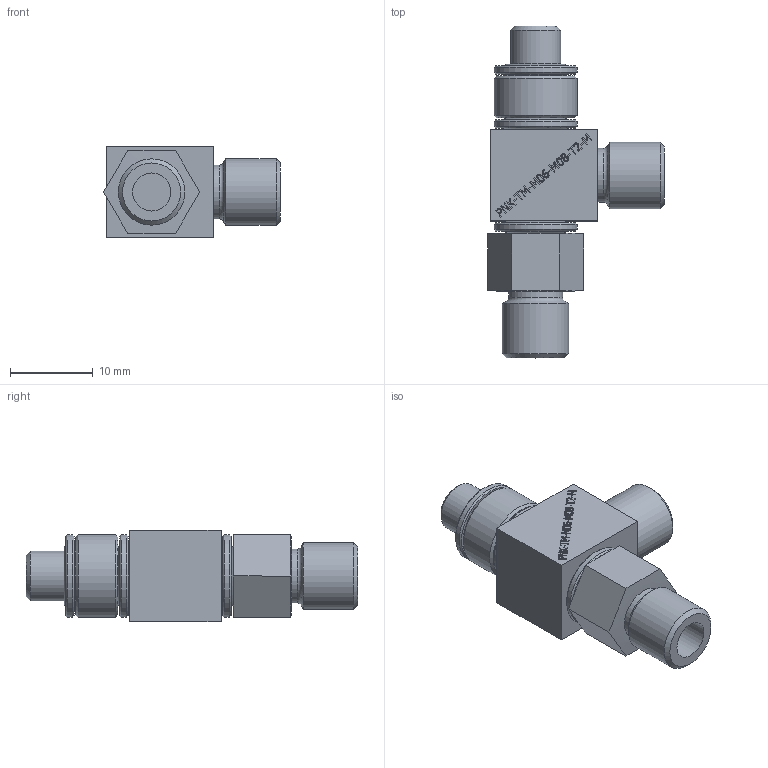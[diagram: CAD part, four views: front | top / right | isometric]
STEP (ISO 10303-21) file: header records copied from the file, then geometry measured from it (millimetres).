
FILE_DESCRIPTION(/* description */ (''),/* implementation_level */ '2;1');
FILE_NAME(/* name */ 'PNK-TM-M06-M08-T2-M.stp',/* time_stamp */ '2025-02-11T10:31:38-03:00',/* author */ ('Jefferson'),/* organization */ (''),/* preprocessor_version */ 'ST-DEVELOPER v19',/* originating_system */ 'Autodesk Inventor 2023',/* authorisation */ '');
FILE_SCHEMA (('AUTOMOTIVE_DESIGN { 1 0 10303 214 3 1 1 }'));
Length unit declared in the file: millimetre
Products named in the file (3): PNK-TM-M06-M08-T2-M; PNK-TM-M06-M08-T2--M; PNK-M06-AV
Assembly tree (4 placements, depth 2):
  PNK-TM-M06-M08-T2-M
    PNK-TM-M06-M08-T2--M
    PNK-M06-AV  x3
Bounding box: 21.27 x 40 x 11 mm (x, y, z)
Volume: 3602 mm3; surface area: 2668.1 mm2
Topology: 4 solids, 4 shells, 312 faces, 776 edges, 512 vertices
Faces by surface type: plane 186, bspline 83, cylinder 22, cone 19, torus 2
Full cylindrical faces by diameter (mm): 4.6 x2, 5.6 x3, 6 x3, 6.5 x2, 6.7 x6, 8 x2, 10 x4
Entity records: 9245 total; most frequent: CARTESIAN_POINT 2682, ORIENTED_EDGE 1464, DIRECTION 1032, EDGE_CURVE 732, LINE 508, VECTOR 508, VERTEX_POINT 484, EDGE_LOOP 326
